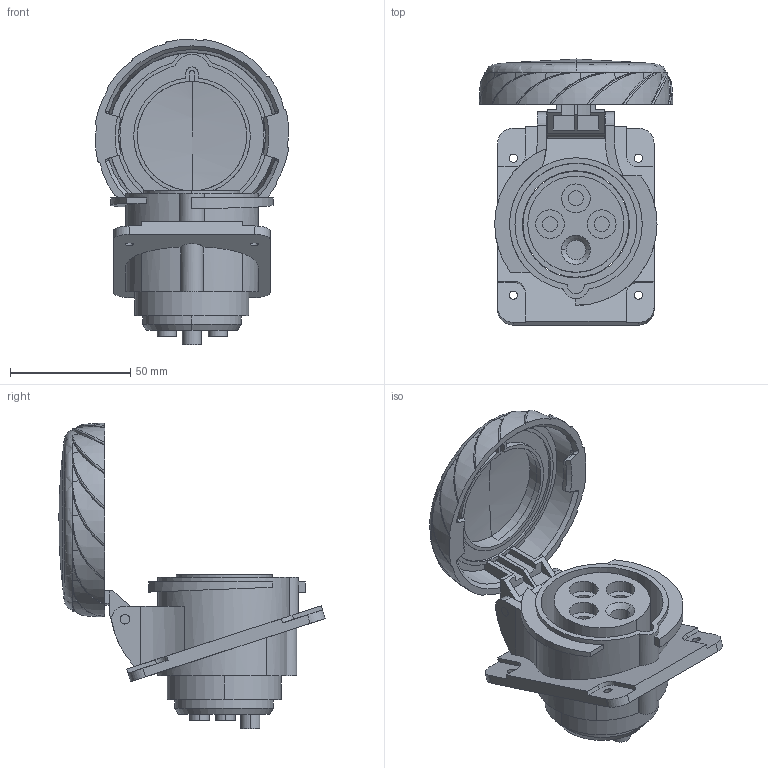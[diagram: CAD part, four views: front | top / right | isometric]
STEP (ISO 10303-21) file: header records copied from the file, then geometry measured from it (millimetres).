
FILE_DESCRIPTION((''),'2;1');
FILE_NAME('PKF16F734_3D-SIMPLIFIED_ASM','2023-02-14T12:25:37',('melanie.cordero'),(''),'CREO PARAMETRIC BY PTC INC, 2018260','CREO PARAMETRIC BY PTC INC, 2018260','');
FILE_SCHEMA(('CONFIG_CONTROL_DESIGN'));
Length unit declared in the file: millimetre
Products named in the file (6): PRT002_01; PRT002_02; PRT002_03; PRT002_04; PRT002_05; PKF16F734_3D-SIMPLIFIED_ASM
Assembly tree (5 placements, depth 2):
  PKF16F734_3D-SIMPLIFIED_ASM
    PRT002_01
    PRT002_02
    PRT002_03
    PRT002_04
    PRT002_05
Bounding box: 80.44 x 110.74 x 126.97 mm (x, y, z)
Volume: 144440.9 mm3; surface area: 67263.1 mm2
Topology: 5 solids, 5 shells, 377 faces, 1072 edges, 720 vertices
Faces by surface type: cylinder 150, plane 121, bspline 56, torus 30, sphere 10, cone 10
Entity records: 17054 total; most frequent: CARTESIAN_POINT 7456, ORIENTED_EDGE 2124, DIRECTION 1860, EDGE_CURVE 1062, AXIS2_PLACEMENT_3D 757, VERTEX_POINT 720, CIRCLE 425, EDGE_LOOP 420
